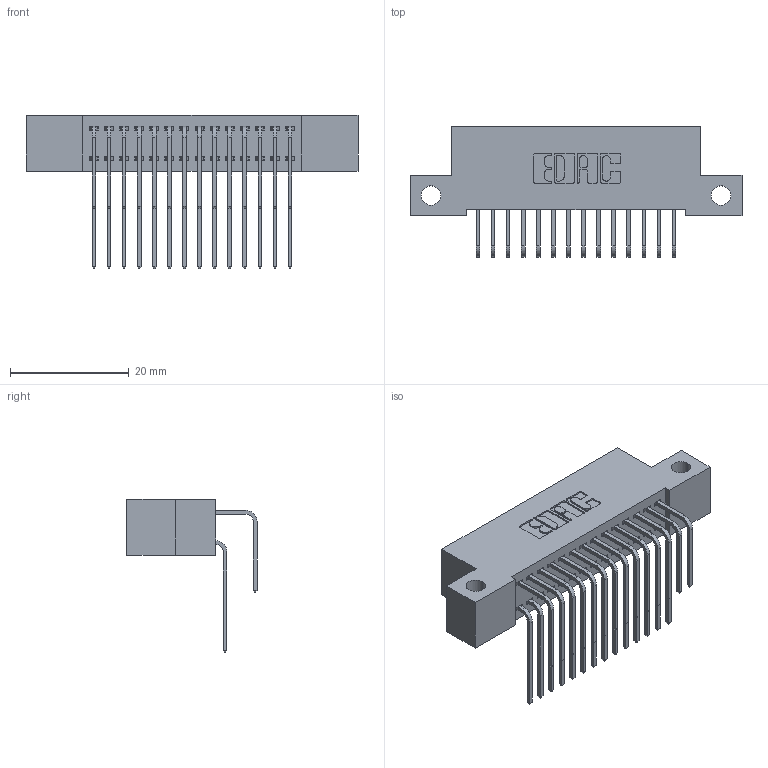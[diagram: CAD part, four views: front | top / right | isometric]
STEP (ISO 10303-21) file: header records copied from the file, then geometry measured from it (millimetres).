
FILE_DESCRIPTION (( 'STEP AP203' ), '1' );
FILE_NAME ('392-028-558-212.STEP', '2019-10-07T12:41:24', ( '' ), ( '' ), 'SwSTEP 2.0', 'SolidWorks 2016', '' );
FILE_SCHEMA (( 'CONFIG_CONTROL_DESIGN' ));
Length unit declared in the file: inch
Products named in the file (4): 392-028-558-212; 342 Part_Side Mount; 345-292-001_558 559 Tail - 1; 345-292-001_558 Tail - 2
Assembly tree (29 placements, depth 2):
  392-028-558-212
    342 Part_Side Mount
    345-292-001_558 559 Tail - 1  x14
    345-292-001_558 Tail - 2  x14
Bounding box: 55.88 x 21.91 x 25.78 mm (x, y, z)
Volume: 4975.9 mm3; surface area: 7980.5 mm2
Topology: 29 solids, 29 shells, 1622 faces, 4807 edges, 3166 vertices
Faces by surface type: plane 1130, cylinder 492
Entity records: 14283 total; most frequent: CARTESIAN_POINT 2449, ORIENTED_EDGE 2334, DIRECTION 2123, EDGE_CURVE 1167, LINE 999, VECTOR 999, VERTEX_POINT 774, AXIS2_PLACEMENT_3D 562
